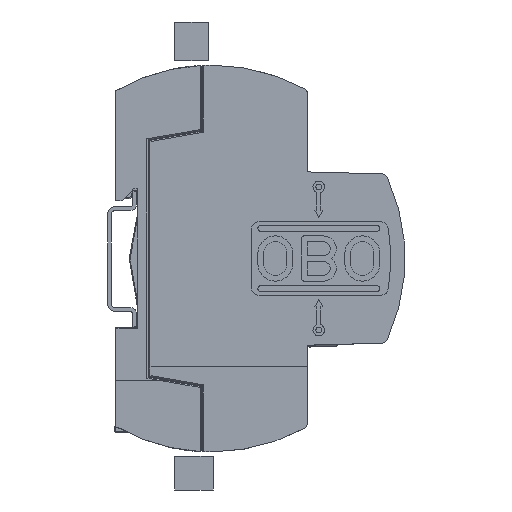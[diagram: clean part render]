
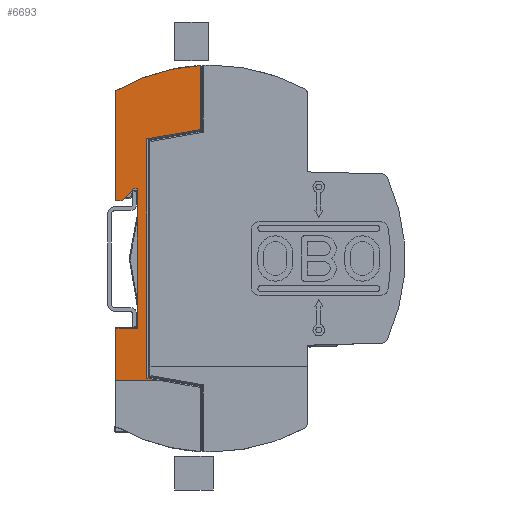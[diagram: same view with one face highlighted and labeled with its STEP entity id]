
A CAD part, front view. The second image highlights one B-rep face of the part: STEP entity #6693.
In plain terms, the highlighted planar face has unit normal (0, -1, 0).
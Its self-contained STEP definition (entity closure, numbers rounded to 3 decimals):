
#4731=DIRECTION('',(1.,0.,0.));
#4732=VECTOR('',#4731,1.566);
#4733=CARTESIAN_POINT('',(14748.01,8503.516,37.35));
#4734=LINE('',#4733,#4732);
#4735=DIRECTION('',(0.,0.,-1.));
#4736=VECTOR('',#4735,28.445);
#4737=CARTESIAN_POINT('',(14748.01,8503.516,65.795));
#4738=LINE('',#4737,#4736);
#4739=CARTESIAN_POINT('',(14772.76,8503.516,22.35));
#4740=DIRECTION('',(0.,-1.,0.));
#4741=DIRECTION('',(-0.06,0.,0.998));
#4742=AXIS2_PLACEMENT_3D('',#4739,#4740,#4741);
#4744=DIRECTION('',(0.,0.,1.));
#4745=VECTOR('',#4744,16.566);
#4746=CARTESIAN_POINT('',(14769.76,8503.516,55.694));
#4747=LINE('',#4746,#4745);
#4748=DIRECTION('',(0.985,0.,0.174));
#4749=VECTOR('',#4748,13.962);
#4750=CARTESIAN_POINT('',(14756.01,8503.516,53.27));
#4751=LINE('',#4750,#4749);
#4752=DIRECTION('',(0.,0.,1.));
#4753=VECTOR('',#4752,61.839);
#4754=CARTESIAN_POINT('',(14756.01,8503.516,-8.57));
#4755=LINE('',#4754,#4753);
#4756=DIRECTION('',(-0.985,0.,0.174));
#4757=VECTOR('',#4756,3.363);
#4758=CARTESIAN_POINT('',(14759.321,8503.516,-9.153));
#4759=LINE('',#4758,#4757);
#4760=DIRECTION('',(1.,0.,0.));
#4761=VECTOR('',#4760,11.312);
#4762=CARTESIAN_POINT('',(14748.01,8503.516,-9.153));
#4763=LINE('',#4762,#4761);
#4764=DIRECTION('',(0.,0.,-1.));
#4765=VECTOR('',#4764,13.503);
#4766=CARTESIAN_POINT('',(14748.01,8503.516,4.35));
#4767=LINE('',#4766,#4765);
#4768=DIRECTION('',(-1.,0.,0.));
#4769=VECTOR('',#4768,5.5);
#4770=CARTESIAN_POINT('',(14753.51,8503.516,4.35));
#4771=LINE('',#4770,#4769);
#4772=DIRECTION('',(0.,0.,-1.));
#4773=VECTOR('',#4772,36.);
#4774=CARTESIAN_POINT('',(14753.51,8503.516,40.35));
#4775=LINE('',#4774,#4773);
#4776=DIRECTION('',(1.,0.,0.));
#4777=VECTOR('',#4776,0.934);
#4778=CARTESIAN_POINT('',(14752.575,8503.516,40.35));
#4779=LINE('',#4778,#4777);
#4780=DIRECTION('',(0.707,0.,0.707));
#4781=VECTOR('',#4780,4.243);
#4782=CARTESIAN_POINT('',(14749.575,8503.516,37.35));
#4783=LINE('',#4782,#4781);
#6159=CARTESIAN_POINT('',(14769.76,8503.516,72.26));
#6161=VERTEX_POINT('',#6159);
#6163=CARTESIAN_POINT('',(14748.01,8503.516,65.795));
#6164=VERTEX_POINT('',#6163);
#6185=CARTESIAN_POINT('',(14769.76,8503.516,55.694));
#6186=VERTEX_POINT('',#6185);
#6187=CARTESIAN_POINT('',(14748.01,8503.516,37.35));
#6188=VERTEX_POINT('',#6187);
#6189=CARTESIAN_POINT('',(14756.01,8503.516,-8.57));
#6190=CARTESIAN_POINT('',(14756.01,8503.516,53.27));
#6191=VERTEX_POINT('',#6189);
#6192=VERTEX_POINT('',#6190);
#6193=CARTESIAN_POINT('',(14748.01,8503.516,-9.153));
#6194=CARTESIAN_POINT('',(14759.321,8503.516,-9.153));
#6195=VERTEX_POINT('',#6193);
#6196=VERTEX_POINT('',#6194);
#6197=CARTESIAN_POINT('',(14748.01,8503.516,4.35));
#6198=VERTEX_POINT('',#6197);
#6199=CARTESIAN_POINT('',(14753.51,8503.516,4.35));
#6200=VERTEX_POINT('',#6199);
#6201=CARTESIAN_POINT('',(14753.51,8503.516,40.35));
#6202=VERTEX_POINT('',#6201);
#6203=CARTESIAN_POINT('',(14752.575,8503.516,40.35));
#6204=VERTEX_POINT('',#6203);
#6205=CARTESIAN_POINT('',(14749.575,8503.516,37.35));
#6206=VERTEX_POINT('',#6205);
#6661=CARTESIAN_POINT('',(14772.058,8503.516,-17.418));
#6662=DIRECTION('',(0.,-1.,0.));
#6663=DIRECTION('',(1.,0.,0.));
#6664=AXIS2_PLACEMENT_3D('',#6661,#6662,#6663);
#6665=PLANE('',#6664);
#6667=ORIENTED_EDGE('',*,*,#6666,.F.);
#6669=ORIENTED_EDGE('',*,*,#6668,.F.);
#6671=ORIENTED_EDGE('',*,*,#6670,.F.);
#6672=ORIENTED_EDGE('',*,*,#6651,.F.);
#6674=ORIENTED_EDGE('',*,*,#6673,.F.);
#6676=ORIENTED_EDGE('',*,*,#6675,.F.);
#6678=ORIENTED_EDGE('',*,*,#6677,.F.);
#6680=ORIENTED_EDGE('',*,*,#6679,.F.);
#6682=ORIENTED_EDGE('',*,*,#6681,.F.);
#6684=ORIENTED_EDGE('',*,*,#6683,.F.);
#6686=ORIENTED_EDGE('',*,*,#6685,.F.);
#6688=ORIENTED_EDGE('',*,*,#6687,.F.);
#6690=ORIENTED_EDGE('',*,*,#6689,.F.);
#6691=EDGE_LOOP('',(#6667,#6669,#6671,#6672,#6674,#6676,#6678,#6680,#6682,#6684,
#6686,#6688,#6690));
#6692=FACE_OUTER_BOUND('',#6691,.F.);
#6693=ADVANCED_FACE('',(#6692),#6665,.T.);
#4743=CIRCLE('',#4742,50.);
#6651=EDGE_CURVE('',#6186,#6161,#4747,.T.);
#6666=EDGE_CURVE('',#6188,#6206,#4734,.T.);
#6668=EDGE_CURVE('',#6164,#6188,#4738,.T.);
#6670=EDGE_CURVE('',#6161,#6164,#4743,.T.);
#6673=EDGE_CURVE('',#6192,#6186,#4751,.T.);
#6675=EDGE_CURVE('',#6191,#6192,#4755,.T.);
#6677=EDGE_CURVE('',#6196,#6191,#4759,.T.);
#6679=EDGE_CURVE('',#6195,#6196,#4763,.T.);
#6681=EDGE_CURVE('',#6198,#6195,#4767,.T.);
#6683=EDGE_CURVE('',#6200,#6198,#4771,.T.);
#6685=EDGE_CURVE('',#6202,#6200,#4775,.T.);
#6687=EDGE_CURVE('',#6204,#6202,#4779,.T.);
#6689=EDGE_CURVE('',#6206,#6204,#4783,.T.);
